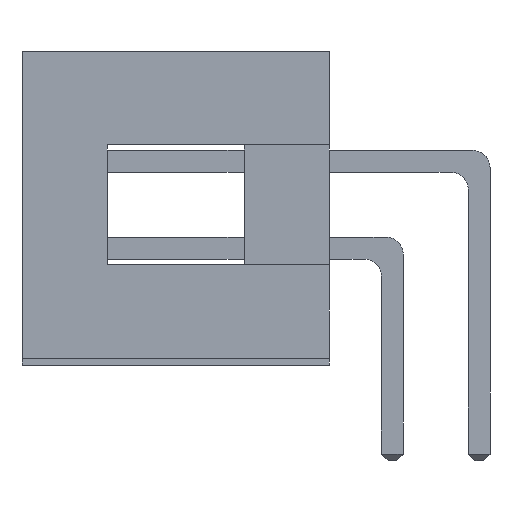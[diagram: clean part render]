
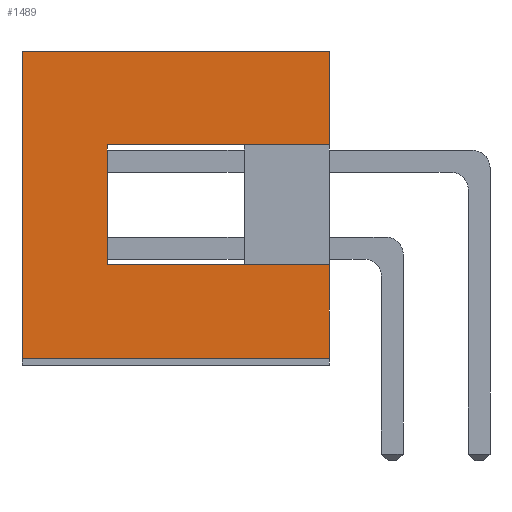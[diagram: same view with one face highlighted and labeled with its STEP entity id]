
A CAD part, front view. The second image highlights one B-rep face of the part: STEP entity #1489.
In plain terms, the highlighted planar face has unit normal (0, -1, 0).
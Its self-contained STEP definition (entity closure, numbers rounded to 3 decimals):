
#120 = VERTEX_POINT('',#121);
#121 = CARTESIAN_POINT('',(-12.225,-33.02,0.05));
#127 = EDGE_CURVE('',#120,#128,#130,.T.);
#128 = VERTEX_POINT('',#129);
#129 = CARTESIAN_POINT('',(-12.225,-33.02,9.05));
#130 = LINE('',#131,#132);
#131 = CARTESIAN_POINT('',(-12.225,-33.02,0.05));
#132 = VECTOR('',#133,1.);
#133 = DIRECTION('',(0.,0.,1.));
#284 = EDGE_CURVE('',#285,#128,#287,.T.);
#285 = VERTEX_POINT('',#286);
#286 = CARTESIAN_POINT('',(-3.225,-33.02,9.05));
#287 = LINE('',#288,#289);
#288 = CARTESIAN_POINT('',(-3.225,-33.02,9.05));
#289 = VECTOR('',#290,1.);
#290 = DIRECTION('',(-1.,0.,0.));
#436 = EDGE_CURVE('',#437,#285,#439,.T.);
#437 = VERTEX_POINT('',#438);
#438 = CARTESIAN_POINT('',(-3.225,-33.02,6.3));
#439 = LINE('',#440,#441);
#440 = CARTESIAN_POINT('',(-3.225,-33.02,0.05));
#441 = VECTOR('',#442,1.);
#442 = DIRECTION('',(0.,0.,1.));
#461 = VERTEX_POINT('',#462);
#462 = CARTESIAN_POINT('',(-3.225,-33.02,2.8));
#468 = EDGE_CURVE('',#469,#461,#471,.T.);
#469 = VERTEX_POINT('',#470);
#470 = CARTESIAN_POINT('',(-3.225,-33.02,0.05));
#471 = LINE('',#472,#473);
#472 = CARTESIAN_POINT('',(-3.225,-33.02,0.05));
#473 = VECTOR('',#474,1.);
#474 = DIRECTION('',(0.,0.,1.));
#1479 = EDGE_CURVE('',#469,#120,#1480,.T.);
#1480 = LINE('',#1481,#1482);
#1481 = CARTESIAN_POINT('',(-3.225,-33.02,0.05));
#1482 = VECTOR('',#1483,1.);
#1483 = DIRECTION('',(-1.,0.,0.));
#1489 = ADVANCED_FACE('',(#1490),#1519,.T.);
#1490 = FACE_BOUND('',#1491,.T.);
#1491 = EDGE_LOOP('',(#1492,#1493,#1494,#1495,#1503,#1511,#1517,#1518));
#1492 = ORIENTED_EDGE('',*,*,#127,.F.);
#1493 = ORIENTED_EDGE('',*,*,#1479,.F.);
#1494 = ORIENTED_EDGE('',*,*,#468,.T.);
#1495 = ORIENTED_EDGE('',*,*,#1496,.T.);
#1496 = EDGE_CURVE('',#461,#1497,#1499,.T.);
#1497 = VERTEX_POINT('',#1498);
#1498 = CARTESIAN_POINT('',(-9.725,-33.02,2.8));
#1499 = LINE('',#1500,#1501);
#1500 = CARTESIAN_POINT('',(-3.225,-33.02,2.8));
#1501 = VECTOR('',#1502,1.);
#1502 = DIRECTION('',(-1.,0.,0.));
#1503 = ORIENTED_EDGE('',*,*,#1504,.T.);
#1504 = EDGE_CURVE('',#1497,#1505,#1507,.T.);
#1505 = VERTEX_POINT('',#1506);
#1506 = CARTESIAN_POINT('',(-9.725,-33.02,6.3));
#1507 = LINE('',#1508,#1509);
#1508 = CARTESIAN_POINT('',(-9.725,-33.02,2.8));
#1509 = VECTOR('',#1510,1.);
#1510 = DIRECTION('',(0.,0.,1.));
#1511 = ORIENTED_EDGE('',*,*,#1512,.F.);
#1512 = EDGE_CURVE('',#437,#1505,#1513,.T.);
#1513 = LINE('',#1514,#1515);
#1514 = CARTESIAN_POINT('',(-3.225,-33.02,6.3));
#1515 = VECTOR('',#1516,1.);
#1516 = DIRECTION('',(-1.,0.,0.));
#1517 = ORIENTED_EDGE('',*,*,#436,.T.);
#1518 = ORIENTED_EDGE('',*,*,#284,.T.);
#1519 = PLANE('',#1520);
#1520 = AXIS2_PLACEMENT_3D('',#1521,#1522,#1523);
#1521 = CARTESIAN_POINT('',(-3.225,-33.02,0.05));
#1522 = DIRECTION('',(0.,-1.,0.));
#1523 = DIRECTION('',(-1.,0.,0.));
